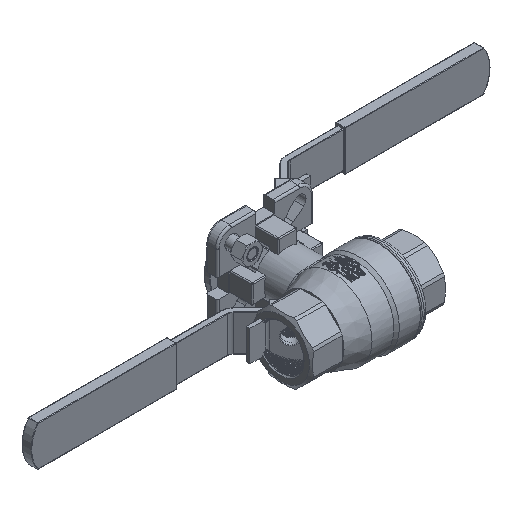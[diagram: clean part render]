
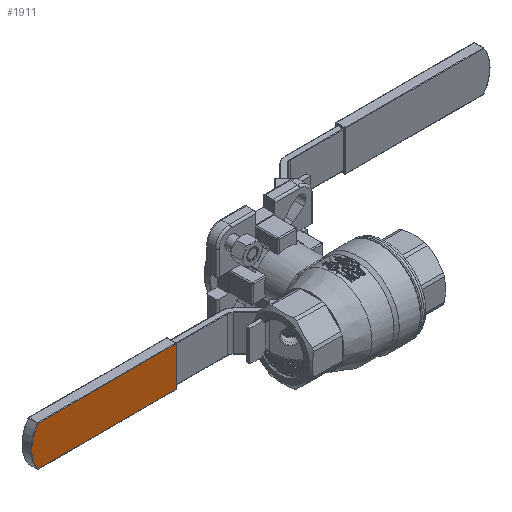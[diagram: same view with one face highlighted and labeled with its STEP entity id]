
A CAD part, isometric view. The second image highlights one B-rep face of the part: STEP entity #1911.
In plain terms, the highlighted planar face has unit normal (0, -1, 0).
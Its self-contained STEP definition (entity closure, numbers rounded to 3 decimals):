
#1911 = ADVANCED_FACE( 'NONE', ( #4094 ), #4095, .F. );
#4094 = FACE_OUTER_BOUND( '', #18949, .T. );
#4095 = PLANE( '', #18950 );
#18949 = EDGE_LOOP( '', ( #30557, #30558, #30559, #30560 ) );
#18950 = AXIS2_PLACEMENT_3D( '', #30561, #30562, #30563 );
#30557 = ORIENTED_EDGE( '', *, *, #35054, .T. );
#30558 = ORIENTED_EDGE( '', *, *, #33439, .T. );
#30559 = ORIENTED_EDGE( '', *, *, #35055, .T. );
#30560 = ORIENTED_EDGE( '', *, *, #32500, .T. );
#30561 = CARTESIAN_POINT( '', ( -145.942, 19., 10.5 ) );
#30562 = DIRECTION( '', ( 0., 1., 0. ) );
#30563 = DIRECTION( '', ( 1., 0., 0. ) );
#32500 = EDGE_CURVE( 'NONE', #35646, #35647, #35648, .T. );
#33439 = EDGE_CURVE( 'NONE', #37266, #37271, #37273, .T. );
#35054 = EDGE_CURVE( 'NONE', #35647, #37266, #39646, .T. );
#35055 = EDGE_CURVE( 'NONE', #37271, #35646, #39647, .T. );
#35646 = VERTEX_POINT( 'NONE', #40888 );
#35647 = VERTEX_POINT( 'NONE', #40889 );
#35648 = CIRCLE( '', #40890, 17.674 );
#37266 = VERTEX_POINT( 'NONE', #50561 );
#37271 = VERTEX_POINT( 'NONE', #50567 );
#37273 = LINE( '', #50569, #50570 );
#39646 = LINE( '', #66140, #66141 );
#39647 = LINE( '', #66142, #66143 );
#40888 = CARTESIAN_POINT( '', ( -142.431, 19., 10.3 ) );
#40889 = CARTESIAN_POINT( '', ( -142.431, 19., -10.3 ) );
#40890 = AXIS2_PLACEMENT_3D( '', #70714, #70715, #70716 );
#50561 = CARTESIAN_POINT( '', ( -70.644, 19., -10.3 ) );
#50567 = CARTESIAN_POINT( '', ( -70.644, 19., 10.3 ) );
#50569 = CARTESIAN_POINT( '', ( -70.644, 19., 10.5 ) );
#50570 = VECTOR( '', #71607, 1000. );
#66140 = CARTESIAN_POINT( '', ( -145.942, 19., -10.3 ) );
#66141 = VECTOR( '', #72931, 1000. );
#66142 = CARTESIAN_POINT( '', ( -142.533, 19., 10.3 ) );
#66143 = VECTOR( '', #72932, 1000. );
#70714 = CARTESIAN_POINT( '', ( -128.069, 19., 0. ) );
#70715 = DIRECTION( '', ( 0., -1., 0. ) );
#70716 = DIRECTION( '', ( -1., 0., 0. ) );
#71607 = DIRECTION( '', ( 0., 0., 1. ) );
#72931 = DIRECTION( '', ( 1., 0., 0. ) );
#72932 = DIRECTION( '', ( -1., 0., 0. ) );
